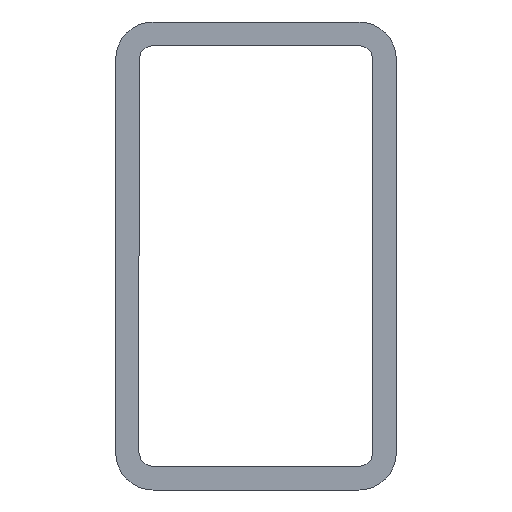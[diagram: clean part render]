
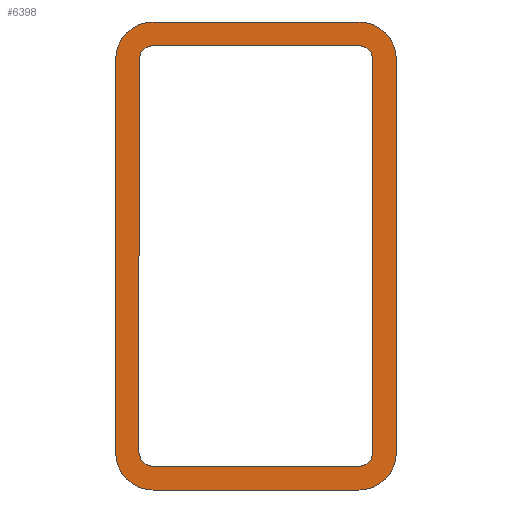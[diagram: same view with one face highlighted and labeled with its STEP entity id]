
A CAD part, front view. The second image highlights one B-rep face of the part: STEP entity #6398.
In plain terms, the highlighted planar face has unit normal (0, -1, 0).
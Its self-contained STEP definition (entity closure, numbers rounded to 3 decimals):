
#57 = VECTOR ( 'NONE', #9026, 1000. ) ;
#165 = AXIS2_PLACEMENT_3D ( 'NONE', #7187, #1081, #1204 ) ;
#359 = CIRCLE ( 'NONE', #8081, 4. ) ;
#477 = EDGE_CURVE ( 'NONE', #10928, #1304, #4913, .T. ) ;
#640 = CARTESIAN_POINT ( 'NONE',  ( -11., -997.5, -21. ) ) ;
#721 = CARTESIAN_POINT ( 'NONE',  ( -11., -997.5, 21. ) ) ;
#778 = VERTEX_POINT ( 'NONE', #5175 ) ;
#939 = VERTEX_POINT ( 'NONE', #1529 ) ;
#988 = CIRCLE ( 'NONE', #7710, 1.5 ) ;
#1028 = VERTEX_POINT ( 'NONE', #5642 ) ;
#1070 = ORIENTED_EDGE ( 'NONE', *, *, #10825, .T. ) ;
#1078 = CARTESIAN_POINT ( 'NONE',  ( -11., -997.5, -22.5 ) ) ;
#1081 = DIRECTION ( 'NONE',  ( 0., 1., 0. ) ) ;
#1175 = VERTEX_POINT ( 'NONE', #4173 ) ;
#1204 = DIRECTION ( 'NONE',  ( 0., 0., 1. ) ) ;
#1304 = VERTEX_POINT ( 'NONE', #3639 ) ;
#1386 = AXIS2_PLACEMENT_3D ( 'NONE', #10374, #2430, #9361 ) ;
#1427 = LINE ( 'NONE', #7938, #11657 ) ;
#1443 = VECTOR ( 'NONE', #3903, 1000. ) ;
#1463 = CARTESIAN_POINT ( 'NONE',  ( -11., -997.5, -25. ) ) ;
#1529 = CARTESIAN_POINT ( 'NONE',  ( -15., -997.5, -21. ) ) ;
#1557 = AXIS2_PLACEMENT_3D ( 'NONE', #3130, #7197, #12156 ) ;
#1608 = DIRECTION ( 'NONE',  ( 0., 0., 1. ) ) ;
#2017 = CARTESIAN_POINT ( 'NONE',  ( 12.5, -997.5, 21. ) ) ;
#2214 = LINE ( 'NONE', #10640, #9491 ) ;
#2430 = DIRECTION ( 'NONE',  ( 0., 1., 0. ) ) ;
#2620 = CARTESIAN_POINT ( 'NONE',  ( -12.5, -997.5, 21. ) ) ;
#2644 = LINE ( 'NONE', #2958, #57 ) ;
#2675 = DIRECTION ( 'NONE',  ( 0., 1., 0. ) ) ;
#2744 = VERTEX_POINT ( 'NONE', #8041 ) ;
#2767 = CARTESIAN_POINT ( 'NONE',  ( 15., -997.5, -21. ) ) ;
#2781 = VERTEX_POINT ( 'NONE', #4028 ) ;
#2858 = VERTEX_POINT ( 'NONE', #1078 ) ;
#2958 = CARTESIAN_POINT ( 'NONE',  ( -15., -997.5, -21. ) ) ;
#3036 = VECTOR ( 'NONE', #11319, 1000. ) ;
#3049 = CARTESIAN_POINT ( 'NONE',  ( -11., -997.5, 22.5 ) ) ;
#3130 = CARTESIAN_POINT ( 'NONE',  ( 11., -997.5, 21. ) ) ;
#3296 = EDGE_LOOP ( 'NONE', ( #10575, #11682, #12423, #4229, #6990, #4417, #9400, #9442 ) ) ;
#3446 = LINE ( 'NONE', #5450, #9053 ) ;
#3449 = VERTEX_POINT ( 'NONE', #2017 ) ;
#3536 = EDGE_CURVE ( 'NONE', #2744, #11056, #3446, .T. ) ;
#3639 = CARTESIAN_POINT ( 'NONE',  ( -11., -997.5, -25. ) ) ;
#3729 = EDGE_CURVE ( 'NONE', #5861, #10928, #8431, .T. ) ;
#3750 = CIRCLE ( 'NONE', #165, 1.5 ) ;
#3844 = DIRECTION ( 'NONE',  ( 0., 1., 0. ) ) ;
#3903 = DIRECTION ( 'NONE',  ( 1., 0., 0. ) ) ;
#3919 = DIRECTION ( 'NONE',  ( -1., 0., 0. ) ) ;
#3940 = CARTESIAN_POINT ( 'NONE',  ( -11., -997.5, 25. ) ) ;
#4028 = CARTESIAN_POINT ( 'NONE',  ( 15., -997.5, 21. ) ) ;
#4076 = AXIS2_PLACEMENT_3D ( 'NONE', #11493, #2675, #9637 ) ;
#4173 = CARTESIAN_POINT ( 'NONE',  ( -11., -997.5, 22.5 ) ) ;
#4229 = ORIENTED_EDGE ( 'NONE', *, *, #6076, .F. ) ;
#4354 = CIRCLE ( 'NONE', #1557, 4. ) ;
#4417 = ORIENTED_EDGE ( 'NONE', *, *, #7571, .F. ) ;
#4581 = VERTEX_POINT ( 'NONE', #4686 ) ;
#4686 = CARTESIAN_POINT ( 'NONE',  ( 11., -997.5, 22.5 ) ) ;
#4834 = DIRECTION ( 'NONE',  ( 0., 0., 1. ) ) ;
#4913 = LINE ( 'NONE', #1463, #3036 ) ;
#5144 = EDGE_CURVE ( 'NONE', #2858, #2744, #7504, .T. ) ;
#5175 = CARTESIAN_POINT ( 'NONE',  ( 11., -997.5, -22.5 ) ) ;
#5260 = ORIENTED_EDGE ( 'NONE', *, *, #3536, .T. ) ;
#5304 = LINE ( 'NONE', #6861, #6552 ) ;
#5450 = CARTESIAN_POINT ( 'NONE',  ( -12.5, -997.5, -21. ) ) ;
#5590 = EDGE_CURVE ( 'NONE', #1028, #2781, #4354, .T. ) ;
#5642 = CARTESIAN_POINT ( 'NONE',  ( 11., -997.5, 25. ) ) ;
#5709 = DIRECTION ( 'NONE',  ( 0., 1., 0. ) ) ;
#5735 = DIRECTION ( 'NONE',  ( 0., 0., -1. ) ) ;
#5861 = VERTEX_POINT ( 'NONE', #2767 ) ;
#5951 = CIRCLE ( 'NONE', #9034, 4. ) ;
#5970 = EDGE_CURVE ( 'NONE', #1304, #939, #359, .T. ) ;
#5983 = ORIENTED_EDGE ( 'NONE', *, *, #8974, .T. ) ;
#6002 = CARTESIAN_POINT ( 'NONE',  ( -11., -997.5, -21. ) ) ;
#6076 = EDGE_CURVE ( 'NONE', #2781, #5861, #5304, .T. ) ;
#6179 = EDGE_CURVE ( 'NONE', #939, #12810, #2644, .T. ) ;
#6398 = ADVANCED_FACE ( 'NONE', ( #11151, #9164 ), #10838, .F. ) ;
#6461 = DIRECTION ( 'NONE',  ( 0., 1., 0. ) ) ;
#6552 = VECTOR ( 'NONE', #7760, 1000. ) ;
#6642 = VERTEX_POINT ( 'NONE', #12431 ) ;
#6756 = ORIENTED_EDGE ( 'NONE', *, *, #8073, .T. ) ;
#6861 = CARTESIAN_POINT ( 'NONE',  ( 15., -997.5, -21. ) ) ;
#6990 = ORIENTED_EDGE ( 'NONE', *, *, #5590, .F. ) ;
#7187 = CARTESIAN_POINT ( 'NONE',  ( 11., -997.5, 21. ) ) ;
#7197 = DIRECTION ( 'NONE',  ( 0., 1., 0. ) ) ;
#7425 = AXIS2_PLACEMENT_3D ( 'NONE', #10829, #8764, #4834 ) ;
#7504 = CIRCLE ( 'NONE', #7425, 1.5 ) ;
#7571 = EDGE_CURVE ( 'NONE', #12126, #1028, #2214, .T. ) ;
#7710 = AXIS2_PLACEMENT_3D ( 'NONE', #721, #5709, #12579 ) ;
#7760 = DIRECTION ( 'NONE',  ( 0., 0., -1. ) ) ;
#7785 = CARTESIAN_POINT ( 'NONE',  ( 12.5, -997.5, -21. ) ) ;
#7938 = CARTESIAN_POINT ( 'NONE',  ( -11., -997.5, -22.5 ) ) ;
#8041 = CARTESIAN_POINT ( 'NONE',  ( -12.5, -997.5, -21. ) ) ;
#8073 = EDGE_CURVE ( 'NONE', #1175, #4581, #10274, .T. ) ;
#8081 = AXIS2_PLACEMENT_3D ( 'NONE', #640, #6461, #1608 ) ;
#8148 = EDGE_CURVE ( 'NONE', #6642, #778, #10583, .T. ) ;
#8319 = DIRECTION ( 'NONE',  ( 0., 0., 1. ) ) ;
#8431 = CIRCLE ( 'NONE', #1386, 4. ) ;
#8554 = AXIS2_PLACEMENT_3D ( 'NONE', #6002, #3844, #11715 ) ;
#8747 = ORIENTED_EDGE ( 'NONE', *, *, #5144, .T. ) ;
#8764 = DIRECTION ( 'NONE',  ( 0., 1., 0. ) ) ;
#8974 = EDGE_CURVE ( 'NONE', #3449, #6642, #9051, .T. ) ;
#9016 = DIRECTION ( 'NONE',  ( 0., 0., 1. ) ) ;
#9026 = DIRECTION ( 'NONE',  ( 0., 0., 1. ) ) ;
#9034 = AXIS2_PLACEMENT_3D ( 'NONE', #11806, #9822, #9016 ) ;
#9051 = LINE ( 'NONE', #7785, #12263 ) ;
#9053 = VECTOR ( 'NONE', #8319, 1000. ) ;
#9164 = FACE_BOUND ( 'NONE', #12009, .T. ) ;
#9274 = EDGE_CURVE ( 'NONE', #778, #2858, #1427, .T. ) ;
#9361 = DIRECTION ( 'NONE',  ( 0., 0., -1. ) ) ;
#9400 = ORIENTED_EDGE ( 'NONE', *, *, #12077, .F. ) ;
#9442 = ORIENTED_EDGE ( 'NONE', *, *, #6179, .F. ) ;
#9491 = VECTOR ( 'NONE', #10678, 1000. ) ;
#9597 = EDGE_CURVE ( 'NONE', #11056, #1175, #988, .T. ) ;
#9637 = DIRECTION ( 'NONE',  ( 0., 0., -1. ) ) ;
#9822 = DIRECTION ( 'NONE',  ( 0., 1., 0. ) ) ;
#10198 = CARTESIAN_POINT ( 'NONE',  ( 11., -997.5, -25. ) ) ;
#10274 = LINE ( 'NONE', #3049, #1443 ) ;
#10317 = ORIENTED_EDGE ( 'NONE', *, *, #8148, .T. ) ;
#10374 = CARTESIAN_POINT ( 'NONE',  ( 11., -997.5, -21. ) ) ;
#10473 = CARTESIAN_POINT ( 'NONE',  ( -15., -997.5, 21. ) ) ;
#10575 = ORIENTED_EDGE ( 'NONE', *, *, #5970, .F. ) ;
#10583 = CIRCLE ( 'NONE', #4076, 1.5 ) ;
#10640 = CARTESIAN_POINT ( 'NONE',  ( -11., -997.5, 25. ) ) ;
#10678 = DIRECTION ( 'NONE',  ( 1., 0., 0. ) ) ;
#10825 = EDGE_CURVE ( 'NONE', #4581, #3449, #3750, .T. ) ;
#10829 = CARTESIAN_POINT ( 'NONE',  ( -11., -997.5, -21. ) ) ;
#10838 = PLANE ( 'NONE',  #8554 ) ;
#10928 = VERTEX_POINT ( 'NONE', #10198 ) ;
#11056 = VERTEX_POINT ( 'NONE', #2620 ) ;
#11151 = FACE_OUTER_BOUND ( 'NONE', #3296, .T. ) ;
#11319 = DIRECTION ( 'NONE',  ( -1., 0., 0. ) ) ;
#11493 = CARTESIAN_POINT ( 'NONE',  ( 11., -997.5, -21. ) ) ;
#11657 = VECTOR ( 'NONE', #3919, 1000. ) ;
#11682 = ORIENTED_EDGE ( 'NONE', *, *, #477, .F. ) ;
#11715 = DIRECTION ( 'NONE',  ( 0., 0., 1. ) ) ;
#11806 = CARTESIAN_POINT ( 'NONE',  ( -11., -997.5, 21. ) ) ;
#12009 = EDGE_LOOP ( 'NONE', ( #8747, #5260, #12342, #6756, #1070, #5983, #10317, #12577 ) ) ;
#12077 = EDGE_CURVE ( 'NONE', #12810, #12126, #5951, .T. ) ;
#12126 = VERTEX_POINT ( 'NONE', #3940 ) ;
#12156 = DIRECTION ( 'NONE',  ( 0., 0., 1. ) ) ;
#12263 = VECTOR ( 'NONE', #5735, 1000. ) ;
#12342 = ORIENTED_EDGE ( 'NONE', *, *, #9597, .T. ) ;
#12423 = ORIENTED_EDGE ( 'NONE', *, *, #3729, .F. ) ;
#12431 = CARTESIAN_POINT ( 'NONE',  ( 12.5, -997.5, -21. ) ) ;
#12577 = ORIENTED_EDGE ( 'NONE', *, *, #9274, .T. ) ;
#12579 = DIRECTION ( 'NONE',  ( 0., 0., 1. ) ) ;
#12810 = VERTEX_POINT ( 'NONE', #10473 ) ;
